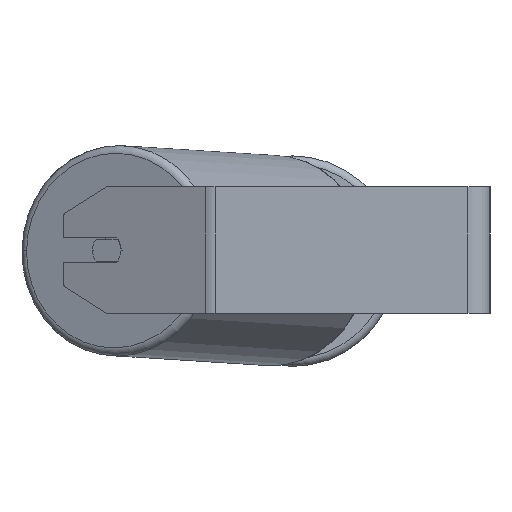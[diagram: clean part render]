
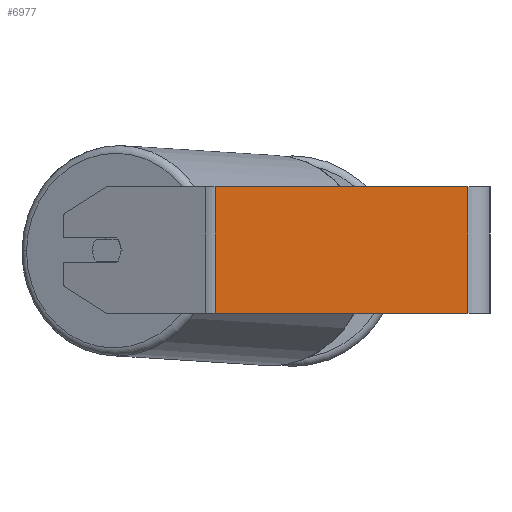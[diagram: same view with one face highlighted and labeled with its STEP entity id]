
A CAD part, left-side view. The second image highlights one B-rep face of the part: STEP entity #6977.
In plain terms, the highlighted planar face has unit normal (-1, 0, 0).
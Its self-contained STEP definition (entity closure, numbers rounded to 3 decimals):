
#126 = VERTEX_POINT ( 'NONE', #5657 ) ;
#550 = VERTEX_POINT ( 'NONE', #8543 ) ;
#697 = DIRECTION ( 'NONE',  ( 0., 0., -1. ) ) ;
#1178 = VERTEX_POINT ( 'NONE', #4420 ) ;
#1345 = LINE ( 'NONE', #4538, #1670 ) ;
#1670 = VECTOR ( 'NONE', #5950, 1000. ) ;
#1920 = ORIENTED_EDGE ( 'NONE', *, *, #3281, .F. ) ;
#1994 = DIRECTION ( 'NONE',  ( 1., 0., 0. ) ) ;
#2207 = LINE ( 'NONE', #8317, #4640 ) ;
#2221 = ORIENTED_EDGE ( 'NONE', *, *, #6226, .T. ) ;
#3218 = CARTESIAN_POINT ( 'NONE',  ( -415., 14., 40. ) ) ;
#3250 = LINE ( 'NONE', #7248, #3364 ) ;
#3258 = EDGE_CURVE ( 'NONE', #550, #126, #1345, .T. ) ;
#3281 = EDGE_CURVE ( 'NONE', #3793, #126, #3250, .T. ) ;
#3364 = VECTOR ( 'NONE', #5195, 1000. ) ;
#3529 = FACE_OUTER_BOUND ( 'NONE', #5888, .T. ) ;
#3793 = VERTEX_POINT ( 'NONE', #3218 ) ;
#3990 = LINE ( 'NONE', #7956, #4669 ) ;
#4420 = CARTESIAN_POINT ( 'NONE',  ( -415., 173.721, 40. ) ) ;
#4538 = CARTESIAN_POINT ( 'NONE',  ( -415., 176.825, -40. ) ) ;
#4566 = EDGE_CURVE ( 'NONE', #1178, #3793, #2207, .T. ) ;
#4640 = VECTOR ( 'NONE', #7603, 1000. ) ;
#4669 = VECTOR ( 'NONE', #697, 1000. ) ;
#5195 = DIRECTION ( 'NONE',  ( 0., 0., -1. ) ) ;
#5657 = CARTESIAN_POINT ( 'NONE',  ( -415., 14., -40. ) ) ;
#5888 = EDGE_LOOP ( 'NONE', ( #6697, #1920, #8240, #2221 ) ) ;
#5950 = DIRECTION ( 'NONE',  ( 0., -1., 0. ) ) ;
#6226 = EDGE_CURVE ( 'NONE', #1178, #550, #3990, .T. ) ;
#6697 = ORIENTED_EDGE ( 'NONE', *, *, #3258, .T. ) ;
#6857 = CARTESIAN_POINT ( 'NONE',  ( -415., 176.825, 40. ) ) ;
#6977 = ADVANCED_FACE ( 'NONE', ( #3529 ), #7523, .F. ) ;
#7248 = CARTESIAN_POINT ( 'NONE',  ( -415., 14., 40. ) ) ;
#7523 = PLANE ( 'NONE',  #7613 ) ;
#7603 = DIRECTION ( 'NONE',  ( 0., -1., 0. ) ) ;
#7613 = AXIS2_PLACEMENT_3D ( 'NONE', #6857, #1994, #8103 ) ;
#7956 = CARTESIAN_POINT ( 'NONE',  ( -415., 173.721, 40. ) ) ;
#8103 = DIRECTION ( 'NONE',  ( 0., 0., -1. ) ) ;
#8240 = ORIENTED_EDGE ( 'NONE', *, *, #4566, .F. ) ;
#8317 = CARTESIAN_POINT ( 'NONE',  ( -415., 176.825, 40. ) ) ;
#8543 = CARTESIAN_POINT ( 'NONE',  ( -415., 173.721, -40. ) ) ;
